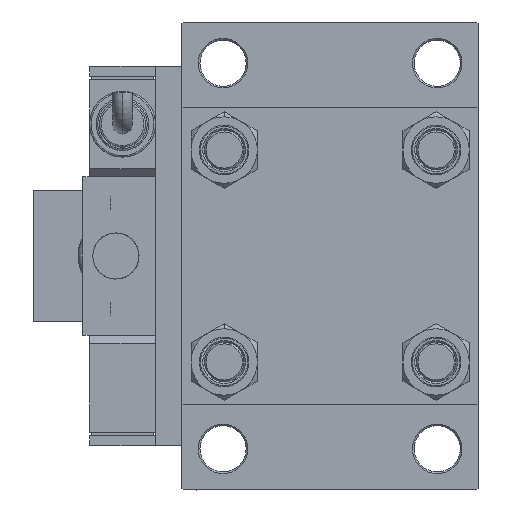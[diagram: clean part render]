
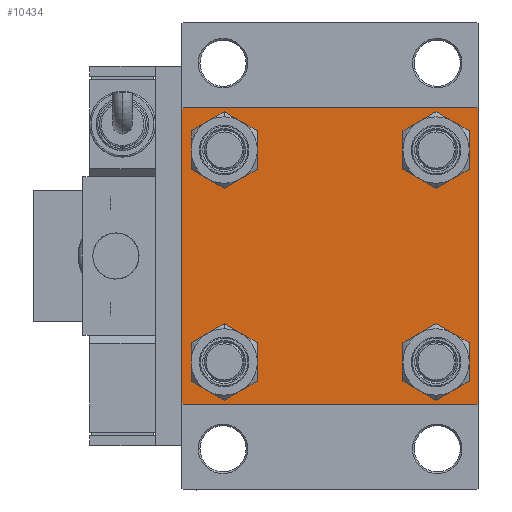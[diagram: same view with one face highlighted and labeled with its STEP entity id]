
A CAD part, left-side view. The second image highlights one B-rep face of the part: STEP entity #10434.
In plain terms, the highlighted planar face has unit normal (-1, 0, 0).
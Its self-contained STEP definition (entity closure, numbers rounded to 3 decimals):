
#382 = VECTOR ( 'NONE', #3217, 1000. ) ;
#980 = FACE_BOUND ( 'NONE', #33520, .T. ) ;
#1443 = ORIENTED_EDGE ( 'NONE', *, *, #20139, .T. ) ;
#1529 = CIRCLE ( 'NONE', #9272, 6.5 ) ;
#3217 = DIRECTION ( 'NONE',  ( 0., -0.707, 0.707 ) ) ;
#3932 = EDGE_CURVE ( 'NONE', #20327, #46006, #48544, .T. ) ;
#3991 = VERTEX_POINT ( 'NONE', #23664 ) ;
#4353 = DIRECTION ( 'NONE',  ( 0., 0., 1. ) ) ;
#4572 = DIRECTION ( 'NONE',  ( 0., 0., 1. ) ) ;
#4777 = FACE_BOUND ( 'NONE', #35085, .T. ) ;
#5041 = CARTESIAN_POINT ( 'NONE',  ( 0., 0., 0. ) ) ;
#5735 = ORIENTED_EDGE ( 'NONE', *, *, #50321, .T. ) ;
#5778 = VECTOR ( 'NONE', #35230, 1000. ) ;
#6069 = CARTESIAN_POINT ( 'NONE',  ( 0., 44.75, 44.75 ) ) ;
#6905 = ORIENTED_EDGE ( 'NONE', *, *, #45415, .F. ) ;
#7492 = ORIENTED_EDGE ( 'NONE', *, *, #34797, .T. ) ;
#7979 = VERTEX_POINT ( 'NONE', #20294 ) ;
#8306 = CARTESIAN_POINT ( 'NONE',  ( 0., 44.5, -45. ) ) ;
#8510 = DIRECTION ( 'NONE',  ( 0., -0.707, -0.707 ) ) ;
#8621 = CARTESIAN_POINT ( 'NONE',  ( 0., -32.15, -32.15 ) ) ;
#9272 = AXIS2_PLACEMENT_3D ( 'NONE', #8621, #48601, #4572 ) ;
#9498 = AXIS2_PLACEMENT_3D ( 'NONE', #10634, #27127, #31447 ) ;
#9828 = CARTESIAN_POINT ( 'NONE',  ( 0., 32.15, 32.15 ) ) ;
#10434 = ADVANCED_FACE ( 'NONE', ( #16644, #41761, #4777, #980, #12326 ), #42023, .T. ) ;
#10634 = CARTESIAN_POINT ( 'NONE',  ( 0., 32.15, -32.15 ) ) ;
#11480 = VERTEX_POINT ( 'NONE', #25312 ) ;
#11825 = EDGE_CURVE ( 'NONE', #35782, #45205, #42499, .T. ) ;
#11937 = VERTEX_POINT ( 'NONE', #44098 ) ;
#12017 = CARTESIAN_POINT ( 'NONE',  ( 0., -32.15, 32.15 ) ) ;
#12072 = CIRCLE ( 'NONE', #9498, 6.5 ) ;
#12326 = FACE_OUTER_BOUND ( 'NONE', #47086, .T. ) ;
#12439 = EDGE_CURVE ( 'NONE', #21330, #3991, #39569, .T. ) ;
#12555 = CARTESIAN_POINT ( 'NONE',  ( 0., -45., 44.5 ) ) ;
#14045 = CARTESIAN_POINT ( 'NONE',  ( 0., 45., -45. ) ) ;
#14611 = DIRECTION ( 'NONE',  ( 0., 0., 1. ) ) ;
#14628 = VECTOR ( 'NONE', #8510, 1000. ) ;
#16333 = VECTOR ( 'NONE', #41158, 1000. ) ;
#16387 = EDGE_LOOP ( 'NONE', ( #26280, #16970 ) ) ;
#16591 = CARTESIAN_POINT ( 'NONE',  ( 0., 44.75, -44.75 ) ) ;
#16644 = FACE_BOUND ( 'NONE', #16387, .T. ) ;
#16970 = ORIENTED_EDGE ( 'NONE', *, *, #3932, .T. ) ;
#17307 = ORIENTED_EDGE ( 'NONE', *, *, #39910, .F. ) ;
#17417 = VECTOR ( 'NONE', #47003, 1000. ) ;
#17824 = CARTESIAN_POINT ( 'NONE',  ( 0., 32.15, 25.65 ) ) ;
#18577 = ORIENTED_EDGE ( 'NONE', *, *, #41164, .T. ) ;
#19216 = CARTESIAN_POINT ( 'NONE',  ( 0., 32.15, 32.15 ) ) ;
#19293 = EDGE_CURVE ( 'NONE', #42699, #41509, #32798, .T. ) ;
#20117 = CARTESIAN_POINT ( 'NONE',  ( 0., 45., 45. ) ) ;
#20139 = EDGE_CURVE ( 'NONE', #45205, #11937, #49791, .T. ) ;
#20294 = CARTESIAN_POINT ( 'NONE',  ( 0., -32.15, -38.65 ) ) ;
#20327 = VERTEX_POINT ( 'NONE', #21706 ) ;
#20896 = DIRECTION ( 'NONE',  ( 0., 0.707, 0.707 ) ) ;
#21017 = LINE ( 'NONE', #25073, #30401 ) ;
#21186 = ORIENTED_EDGE ( 'NONE', *, *, #49456, .T. ) ;
#21330 = VERTEX_POINT ( 'NONE', #36785 ) ;
#21584 = CARTESIAN_POINT ( 'NONE',  ( 0., 32.15, -32.15 ) ) ;
#21702 = DIRECTION ( 'NONE',  ( 0., 0., 1. ) ) ;
#21706 = CARTESIAN_POINT ( 'NONE',  ( 0., -32.15, 25.65 ) ) ;
#22096 = EDGE_CURVE ( 'NONE', #11480, #51948, #47022, .T. ) ;
#22694 = CARTESIAN_POINT ( 'NONE',  ( 0., 45., 44.5 ) ) ;
#23323 = AXIS2_PLACEMENT_3D ( 'NONE', #33505, #38079, #4353 ) ;
#23664 = CARTESIAN_POINT ( 'NONE',  ( 0., 32.15, -38.65 ) ) ;
#23919 = ORIENTED_EDGE ( 'NONE', *, *, #19293, .T. ) ;
#24166 = CARTESIAN_POINT ( 'NONE',  ( 0., -44.75, 44.75 ) ) ;
#24175 = DIRECTION ( 'NONE',  ( 0., 0., -1. ) ) ;
#25073 = CARTESIAN_POINT ( 'NONE',  ( 0., -45., 45. ) ) ;
#25074 = CARTESIAN_POINT ( 'NONE',  ( 0., -32.15, -32.15 ) ) ;
#25312 = CARTESIAN_POINT ( 'NONE',  ( 0., 32.15, 38.65 ) ) ;
#26280 = ORIENTED_EDGE ( 'NONE', *, *, #36431, .T. ) ;
#27127 = DIRECTION ( 'NONE',  ( 1., 0., 0. ) ) ;
#27984 = AXIS2_PLACEMENT_3D ( 'NONE', #25074, #41527, #47197 ) ;
#28487 = CIRCLE ( 'NONE', #23323, 6.5 ) ;
#28515 = DIRECTION ( 'NONE',  ( 1., 0., 0. ) ) ;
#29024 = AXIS2_PLACEMENT_3D ( 'NONE', #5041, #49862, #29366 ) ;
#29027 = CARTESIAN_POINT ( 'NONE',  ( 0., 45., 45. ) ) ;
#29198 = AXIS2_PLACEMENT_3D ( 'NONE', #21584, #39076, #51491 ) ;
#29366 = DIRECTION ( 'NONE',  ( 0., 0., 1. ) ) ;
#29751 = EDGE_CURVE ( 'NONE', #7979, #37876, #1529, .T. ) ;
#30158 = CARTESIAN_POINT ( 'NONE',  ( 0., -44.5, -45. ) ) ;
#30401 = VECTOR ( 'NONE', #50161, 1000. ) ;
#31447 = DIRECTION ( 'NONE',  ( 0., 0., 1. ) ) ;
#31989 = CIRCLE ( 'NONE', #46603, 6.5 ) ;
#32294 = CIRCLE ( 'NONE', #27984, 6.5 ) ;
#32390 = AXIS2_PLACEMENT_3D ( 'NONE', #9828, #33598, #21702 ) ;
#32798 = LINE ( 'NONE', #24166, #49510 ) ;
#33505 = CARTESIAN_POINT ( 'NONE',  ( 0., -32.15, 32.15 ) ) ;
#33520 = EDGE_LOOP ( 'NONE', ( #37389, #44891 ) ) ;
#33541 = VERTEX_POINT ( 'NONE', #8306 ) ;
#33598 = DIRECTION ( 'NONE',  ( 1., 0., 0. ) ) ;
#34797 = EDGE_CURVE ( 'NONE', #11937, #33541, #48758, .T. ) ;
#35085 = EDGE_LOOP ( 'NONE', ( #53249, #18577 ) ) ;
#35157 = DIRECTION ( 'NONE',  ( 1., 0., 0. ) ) ;
#35230 = DIRECTION ( 'NONE',  ( 0., 0.707, -0.707 ) ) ;
#35655 = AXIS2_PLACEMENT_3D ( 'NONE', #12017, #28515, #44951 ) ;
#35782 = VERTEX_POINT ( 'NONE', #41447 ) ;
#36431 = EDGE_CURVE ( 'NONE', #46006, #20327, #28487, .T. ) ;
#36785 = CARTESIAN_POINT ( 'NONE',  ( 0., 32.15, -25.65 ) ) ;
#37235 = CARTESIAN_POINT ( 'NONE',  ( 0., -32.15, -25.65 ) ) ;
#37371 = CARTESIAN_POINT ( 'NONE',  ( 0., -32.15, 38.65 ) ) ;
#37389 = ORIENTED_EDGE ( 'NONE', *, *, #22096, .T. ) ;
#37655 = LINE ( 'NONE', #29027, #16333 ) ;
#37876 = VERTEX_POINT ( 'NONE', #37235 ) ;
#38079 = DIRECTION ( 'NONE',  ( 1., 0., 0. ) ) ;
#39076 = DIRECTION ( 'NONE',  ( 1., 0., 0. ) ) ;
#39454 = LINE ( 'NONE', #14045, #17417 ) ;
#39569 = CIRCLE ( 'NONE', #29198, 6.5 ) ;
#39721 = VERTEX_POINT ( 'NONE', #30158 ) ;
#39910 = EDGE_CURVE ( 'NONE', #35782, #41509, #37655, .T. ) ;
#40785 = ORIENTED_EDGE ( 'NONE', *, *, #11825, .T. ) ;
#41158 = DIRECTION ( 'NONE',  ( 0., -1., 0. ) ) ;
#41164 = EDGE_CURVE ( 'NONE', #3991, #21330, #12072, .T. ) ;
#41447 = CARTESIAN_POINT ( 'NONE',  ( 0., 44.5, 45. ) ) ;
#41509 = VERTEX_POINT ( 'NONE', #48611 ) ;
#41527 = DIRECTION ( 'NONE',  ( 1., 0., 0. ) ) ;
#41584 = EDGE_CURVE ( 'NONE', #51948, #11480, #31989, .T. ) ;
#41761 = FACE_BOUND ( 'NONE', #42398, .T. ) ;
#42023 = PLANE ( 'NONE',  #29024 ) ;
#42398 = EDGE_LOOP ( 'NONE', ( #21186, #52708 ) ) ;
#42499 = LINE ( 'NONE', #6069, #5778 ) ;
#42699 = VERTEX_POINT ( 'NONE', #12555 ) ;
#43009 = ORIENTED_EDGE ( 'NONE', *, *, #44308, .T. ) ;
#43402 = CARTESIAN_POINT ( 'NONE',  ( 0., -45., -44.5 ) ) ;
#44098 = CARTESIAN_POINT ( 'NONE',  ( 0., 45., -44.5 ) ) ;
#44308 = EDGE_CURVE ( 'NONE', #33541, #39721, #39454, .T. ) ;
#44503 = LINE ( 'NONE', #52345, #382 ) ;
#44891 = ORIENTED_EDGE ( 'NONE', *, *, #41584, .T. ) ;
#44951 = DIRECTION ( 'NONE',  ( 0., 0., 1. ) ) ;
#45205 = VERTEX_POINT ( 'NONE', #22694 ) ;
#45415 = EDGE_CURVE ( 'NONE', #42699, #45473, #21017, .T. ) ;
#45473 = VERTEX_POINT ( 'NONE', #43402 ) ;
#46006 = VERTEX_POINT ( 'NONE', #37371 ) ;
#46603 = AXIS2_PLACEMENT_3D ( 'NONE', #19216, #35157, #14611 ) ;
#47003 = DIRECTION ( 'NONE',  ( 0., -1., 0. ) ) ;
#47022 = CIRCLE ( 'NONE', #32390, 6.5 ) ;
#47086 = EDGE_LOOP ( 'NONE', ( #1443, #7492, #43009, #5735, #6905, #23919, #17307, #40785 ) ) ;
#47197 = DIRECTION ( 'NONE',  ( 0., 0., 1. ) ) ;
#48544 = CIRCLE ( 'NONE', #35655, 6.5 ) ;
#48601 = DIRECTION ( 'NONE',  ( 1., 0., 0. ) ) ;
#48611 = CARTESIAN_POINT ( 'NONE',  ( 0., -44.5, 45. ) ) ;
#48758 = LINE ( 'NONE', #16591, #14628 ) ;
#49456 = EDGE_CURVE ( 'NONE', #37876, #7979, #32294, .T. ) ;
#49510 = VECTOR ( 'NONE', #20896, 1000. ) ;
#49791 = LINE ( 'NONE', #20117, #52149 ) ;
#49862 = DIRECTION ( 'NONE',  ( -1., 0., 0. ) ) ;
#50161 = DIRECTION ( 'NONE',  ( 0., 0., -1. ) ) ;
#50321 = EDGE_CURVE ( 'NONE', #39721, #45473, #44503, .T. ) ;
#51491 = DIRECTION ( 'NONE',  ( 0., 0., 1. ) ) ;
#51948 = VERTEX_POINT ( 'NONE', #17824 ) ;
#52149 = VECTOR ( 'NONE', #24175, 1000. ) ;
#52345 = CARTESIAN_POINT ( 'NONE',  ( 0., -44.75, -44.75 ) ) ;
#52708 = ORIENTED_EDGE ( 'NONE', *, *, #29751, .T. ) ;
#53249 = ORIENTED_EDGE ( 'NONE', *, *, #12439, .T. ) ;
